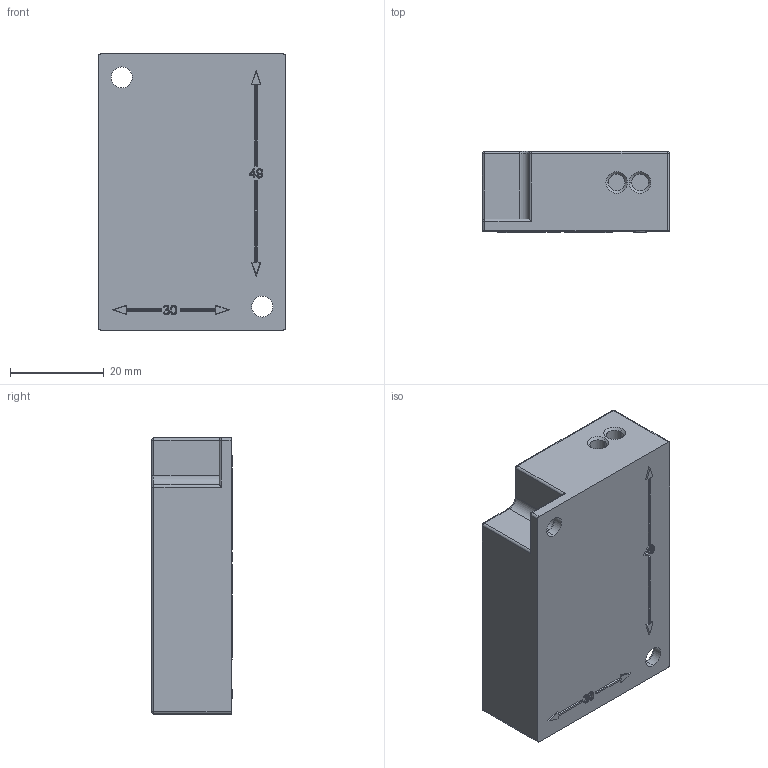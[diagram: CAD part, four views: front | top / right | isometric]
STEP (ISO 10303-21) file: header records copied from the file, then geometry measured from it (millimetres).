
FILE_DESCRIPTION (( 'STEP AP214' ), '1' );
FILE_NAME ('MLPC2-230L-R_ESP2 20210819.STEP', '2021-08-19T16:46:36', ( '' ), ( '' ), 'SwSTEP 2.0', 'SolidWorks 2019', '' );
FILE_SCHEMA (( 'AUTOMOTIVE_DESIGN' ));
Length unit declared in the file: millimetre
Products named in the file (1): MLPC2-230L-R_ESP2 20210819
Bounding box: 40 x 17.3 x 59 mm (x, y, z)
Volume: 36309.2 mm3; surface area: 9015.9 mm2
Topology: 1 solids, 4 shells, 299 faces, 744 edges, 470 vertices
Faces by surface type: plane 169, bspline 62, cylinder 40, cone 12, sphere 10, torus 6
Entity records: 10434 total; most frequent: CARTESIAN_POINT 3785, ORIENTED_EDGE 1472, DIRECTION 1140, EDGE_CURVE 736, VERTEX_POINT 470, LINE 462, VECTOR 462, AXIS2_PLACEMENT_3D 339
